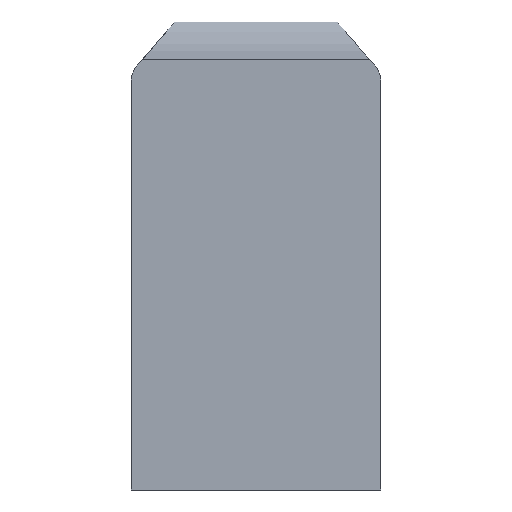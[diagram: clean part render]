
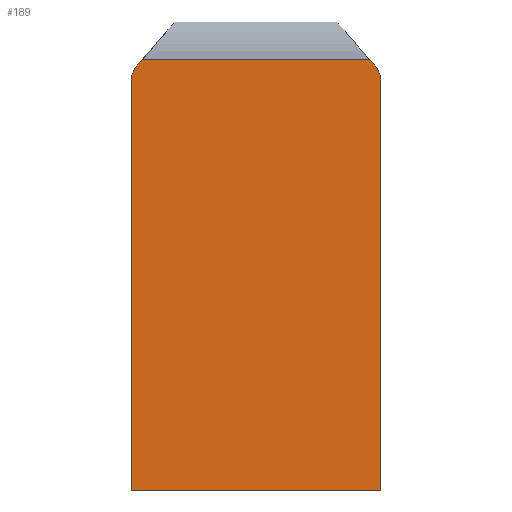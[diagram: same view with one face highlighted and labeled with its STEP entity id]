
A CAD part, front view. The second image highlights one B-rep face of the part: STEP entity #189.
In plain terms, the highlighted planar face has unit normal (0, -1, 0).
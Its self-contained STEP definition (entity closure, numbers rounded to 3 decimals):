
#9 = DIRECTION ( 'NONE',  ( 0., 0., -1. ) ) ;
#34 = CARTESIAN_POINT ( 'NONE',  ( -3., -0.402, -11.25 ) ) ;
#38 = CARTESIAN_POINT ( 'NONE',  ( 3., -0.402, 0. ) ) ;
#40 = CARTESIAN_POINT ( 'NONE',  ( -2.4, -0.403, -1.425 ) ) ;
#46 = VECTOR ( 'NONE', #193, 1000. ) ;
#50 = AXIS2_PLACEMENT_3D ( 'NONE', #40, #292, #70 ) ;
#57 = CIRCLE ( 'NONE', #50, 0.6 ) ;
#58 = FACE_OUTER_BOUND ( 'NONE', #180, .T. ) ;
#59 = VECTOR ( 'NONE', #370, 1000. ) ;
#63 = VECTOR ( 'NONE', #97, 1000. ) ;
#64 = CARTESIAN_POINT ( 'NONE',  ( 0., -0.402, -0.9 ) ) ;
#66 = VERTEX_POINT ( 'NONE', #116 ) ;
#70 = DIRECTION ( 'NONE',  ( 0., 0., -1. ) ) ;
#74 = VERTEX_POINT ( 'NONE', #154 ) ;
#75 = ORIENTED_EDGE ( 'NONE', *, *, #107, .F. ) ;
#80 = ORIENTED_EDGE ( 'NONE', *, *, #383, .F. ) ;
#93 = VERTEX_POINT ( 'NONE', #386 ) ;
#95 = CARTESIAN_POINT ( 'NONE',  ( 0., -0.402, 0. ) ) ;
#97 = DIRECTION ( 'NONE',  ( 0.659, 0., -0.753 ) ) ;
#100 = ORIENTED_EDGE ( 'NONE', *, *, #206, .F. ) ;
#107 = EDGE_CURVE ( 'NONE', #123, #74, #199, .T. ) ;
#116 = CARTESIAN_POINT ( 'NONE',  ( 3., -0.402, -11.25 ) ) ;
#123 = VERTEX_POINT ( 'NONE', #361 ) ;
#140 = CARTESIAN_POINT ( 'NONE',  ( 0., -0.402, -11.25 ) ) ;
#144 = ORIENTED_EDGE ( 'NONE', *, *, #156, .F. ) ;
#145 = CIRCLE ( 'NONE', #375, 0.6 ) ;
#154 = CARTESIAN_POINT ( 'NONE',  ( -2.737, -0.403, -0.9 ) ) ;
#156 = EDGE_CURVE ( 'NONE', #74, #93, #240, .T. ) ;
#163 = ORIENTED_EDGE ( 'NONE', *, *, #220, .F. ) ;
#167 = VECTOR ( 'NONE', #398, 1000. ) ;
#170 = ORIENTED_EDGE ( 'NONE', *, *, #265, .F. ) ;
#171 = CARTESIAN_POINT ( 'NONE',  ( 3., -0.402, -1.425 ) ) ;
#172 = DIRECTION ( 'NONE',  ( 0., 0., 1. ) ) ;
#174 = VECTOR ( 'NONE', #259, 1000. ) ;
#180 = EDGE_LOOP ( 'NONE', ( #144, #75, #229, #163, #80, #263, #170, #100 ) ) ;
#189 = ADVANCED_FACE ( 'NONE', ( #58 ), #321, .F. ) ;
#193 = DIRECTION ( 'NONE',  ( 0.659, 0., 0.753 ) ) ;
#199 = LINE ( 'NONE', #314, #46 ) ;
#201 = VERTEX_POINT ( 'NONE', #171 ) ;
#204 = VERTEX_POINT ( 'NONE', #212 ) ;
#206 = EDGE_CURVE ( 'NONE', #93, #204, #343, .T. ) ;
#205 = DIRECTION ( 'NONE',  ( 0., 1., 0. ) ) ;
#211 = LINE ( 'NONE', #38, #308 ) ;
#212 = CARTESIAN_POINT ( 'NONE',  ( 2.852, -0.402, -1.03 ) ) ;
#220 = EDGE_CURVE ( 'NONE', #296, #329, #266, .T. ) ;
#229 = ORIENTED_EDGE ( 'NONE', *, *, #337, .F. ) ;
#240 = LINE ( 'NONE', #64, #59 ) ;
#259 = DIRECTION ( 'NONE',  ( -1., 0., 0. ) ) ;
#263 = ORIENTED_EDGE ( 'NONE', *, *, #331, .F. ) ;
#265 = EDGE_CURVE ( 'NONE', #204, #201, #145, .T. ) ;
#266 = LINE ( 'NONE', #326, #167 ) ;
#291 = CARTESIAN_POINT ( 'NONE',  ( 2.737, -0.402, -0.9 ) ) ;
#292 = DIRECTION ( 'NONE',  ( 0., 1., 0. ) ) ;
#296 = VERTEX_POINT ( 'NONE', #34 ) ;
#308 = VECTOR ( 'NONE', #324, 1000. ) ;
#314 = CARTESIAN_POINT ( 'NONE',  ( -2.852, -0.402, -1.03 ) ) ;
#321 = PLANE ( 'NONE',  #358 ) ;
#324 = DIRECTION ( 'NONE',  ( 0., 0., -1. ) ) ;
#326 = CARTESIAN_POINT ( 'NONE',  ( -3., -0.402, 0. ) ) ;
#329 = VERTEX_POINT ( 'NONE', #371 ) ;
#331 = EDGE_CURVE ( 'NONE', #201, #66, #211, .T. ) ;
#337 = EDGE_CURVE ( 'NONE', #329, #123, #57, .T. ) ;
#343 = LINE ( 'NONE', #291, #63 ) ;
#358 = AXIS2_PLACEMENT_3D ( 'NONE', #95, #373, #172 ) ;
#361 = CARTESIAN_POINT ( 'NONE',  ( -2.852, -0.402, -1.03 ) ) ;
#365 = LINE ( 'NONE', #140, #174 ) ;
#370 = DIRECTION ( 'NONE',  ( 1., 0., 0. ) ) ;
#371 = CARTESIAN_POINT ( 'NONE',  ( -3., -0.403, -1.425 ) ) ;
#373 = DIRECTION ( 'NONE',  ( 0., 1., 0. ) ) ;
#375 = AXIS2_PLACEMENT_3D ( 'NONE', #393, #205, #9 ) ;
#383 = EDGE_CURVE ( 'NONE', #66, #296, #365, .T. ) ;
#386 = CARTESIAN_POINT ( 'NONE',  ( 2.738, -0.403, -0.9 ) ) ;
#393 = CARTESIAN_POINT ( 'NONE',  ( 2.4, -0.402, -1.425 ) ) ;
#398 = DIRECTION ( 'NONE',  ( 0., 0., 1. ) ) ;
